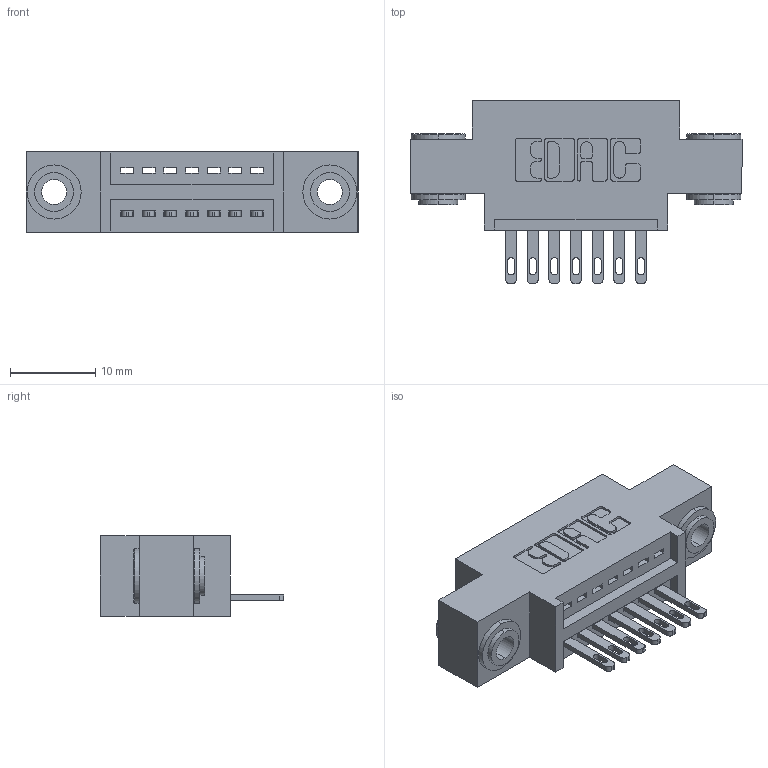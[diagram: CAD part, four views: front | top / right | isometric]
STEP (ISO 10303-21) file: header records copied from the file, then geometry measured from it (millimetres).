
FILE_DESCRIPTION (( 'STEP AP203' ), '1' );
FILE_NAME ('895-007-500-603.STEP', '2020-09-24T22:23:39', ( '' ), ( '' ), 'SwSTEP 2.0', 'SolidWorks 2020', '' );
FILE_SCHEMA (( 'CONFIG_CONTROL_DESIGN' ));
Length unit declared in the file: inch
Products named in the file (4): 345-250-002_345-250-002-102; 845 Part_0.170 Offset - 0.156 Dia-TH; 895-007-500-603; 345-292-001_345-293-100
Assembly tree (10 placements, depth 2):
  895-007-500-603
    845 Part_0.170 Offset - 0.156 Dia-TH
    345-292-001_345-293-100  x7
    345-250-002_345-250-002-102  x2
Bounding box: 38.99 x 21.51 x 9.4 mm (x, y, z)
Volume: 3326.9 mm3; surface area: 4302.2 mm2
Topology: 10 solids, 10 shells, 546 faces, 1605 edges, 1066 vertices
Faces by surface type: plane 332, cylinder 206, cone 8
Entity records: 10692 total; most frequent: CARTESIAN_POINT 1832, ORIENTED_EDGE 1766, DIRECTION 1683, EDGE_CURVE 883, LINE 695, VECTOR 695, VERTEX_POINT 586, AXIS2_PLACEMENT_3D 494
